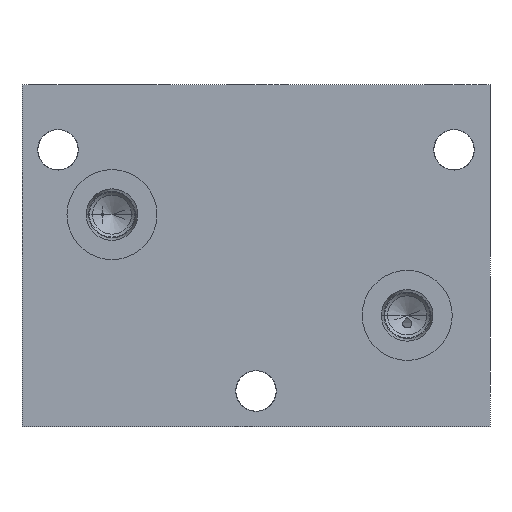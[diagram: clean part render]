
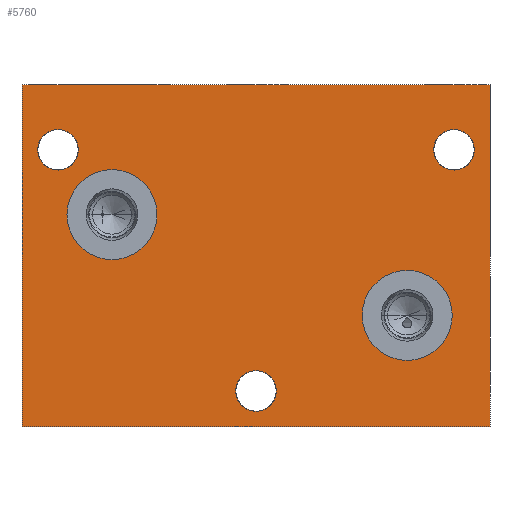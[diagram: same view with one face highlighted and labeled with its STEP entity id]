
A CAD part, front view. The second image highlights one B-rep face of the part: STEP entity #5760.
In plain terms, the highlighted planar face has unit normal (0, -1, 0).
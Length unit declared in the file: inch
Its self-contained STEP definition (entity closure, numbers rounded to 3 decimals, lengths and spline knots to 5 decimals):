
#20=DIRECTION('',(0.,0.,-1.));
#21=VECTOR('',#20,2.375);
#22=CARTESIAN_POINT('',(0.,0.,0.));
#23=LINE('',#22,#21);
#28=DIRECTION('',(-1.,0.,0.));
#29=VECTOR('',#28,3.25);
#30=CARTESIAN_POINT('',(0.,0.,-2.375));
#31=LINE('',#30,#29);
#35=DIRECTION('',(0.,0.,1.));
#36=VECTOR('',#35,2.375);
#37=CARTESIAN_POINT('',(-3.25,0.,-2.375));
#38=LINE('',#37,#36);
#42=DIRECTION('',(1.,0.,0.));
#43=VECTOR('',#42,3.25);
#44=CARTESIAN_POINT('',(-3.25,0.,0.));
#45=LINE('',#44,#43);
#49=CARTESIAN_POINT('',(-2.625,0.,-0.9));
#50=DIRECTION('',(0.,-1.,0.));
#51=DIRECTION('',(-1.,0.,0.));
#52=AXIS2_PLACEMENT_3D('',#49,#50,#51);
#57=CARTESIAN_POINT('',(-2.625,0.,-0.9));
#58=DIRECTION('',(0.,-1.,0.));
#59=DIRECTION('',(1.,0.,0.));
#60=AXIS2_PLACEMENT_3D('',#57,#58,#59);
#65=CARTESIAN_POINT('',(-0.575,0.,-1.6));
#66=DIRECTION('',(0.,-1.,0.));
#67=DIRECTION('',(-1.,0.,0.));
#68=AXIS2_PLACEMENT_3D('',#65,#66,#67);
#73=CARTESIAN_POINT('',(-0.575,0.,-1.6));
#74=DIRECTION('',(0.,-1.,0.));
#75=DIRECTION('',(1.,0.,0.));
#76=AXIS2_PLACEMENT_3D('',#73,#74,#75);
#81=CARTESIAN_POINT('',(-0.25,0.,-0.45));
#82=DIRECTION('',(0.,1.,0.));
#83=DIRECTION('',(1.,0.,0.));
#84=AXIS2_PLACEMENT_3D('',#81,#82,#83);
#89=CARTESIAN_POINT('',(-0.25,0.,-0.45));
#90=DIRECTION('',(0.,1.,0.));
#91=DIRECTION('',(-1.,0.,0.));
#92=AXIS2_PLACEMENT_3D('',#89,#90,#91);
#97=CARTESIAN_POINT('',(-1.625,0.,-2.125));
#98=DIRECTION('',(0.,1.,0.));
#99=DIRECTION('',(1.,0.,0.));
#100=AXIS2_PLACEMENT_3D('',#97,#98,#99);
#105=CARTESIAN_POINT('',(-1.625,0.,-2.125));
#106=DIRECTION('',(0.,1.,0.));
#107=DIRECTION('',(-1.,0.,0.));
#108=AXIS2_PLACEMENT_3D('',#105,#106,#107);
#113=CARTESIAN_POINT('',(-3.,0.,-0.45));
#114=DIRECTION('',(0.,1.,0.));
#115=DIRECTION('',(1.,0.,0.));
#116=AXIS2_PLACEMENT_3D('',#113,#114,#115);
#121=CARTESIAN_POINT('',(-3.,0.,-0.45));
#122=DIRECTION('',(0.,1.,0.));
#123=DIRECTION('',(-1.,0.,0.));
#124=AXIS2_PLACEMENT_3D('',#121,#122,#123);
#5068=CARTESIAN_POINT('',(0.,0.,0.));
#5069=CARTESIAN_POINT('',(0.,0.,-2.375));
#5070=VERTEX_POINT('',#5068);
#5071=VERTEX_POINT('',#5069);
#5072=CARTESIAN_POINT('',(-3.25,0.,-2.375));
#5073=VERTEX_POINT('',#5072);
#5074=CARTESIAN_POINT('',(-3.25,0.,0.));
#5075=VERTEX_POINT('',#5074);
#5182=CARTESIAN_POINT('',(-2.9375,0.,-0.9));
#5183=VERTEX_POINT('',#5182);
#5184=CARTESIAN_POINT('',(-2.3125,0.,-0.9));
#5185=VERTEX_POINT('',#5184);
#5274=CARTESIAN_POINT('',(-0.8875,0.,-1.6));
#5275=VERTEX_POINT('',#5274);
#5276=CARTESIAN_POINT('',(-0.2625,0.,-1.6));
#5277=VERTEX_POINT('',#5276);
#5346=CARTESIAN_POINT('',(-0.1095,0.,-0.45));
#5348=VERTEX_POINT('',#5346);
#5352=CARTESIAN_POINT('',(-0.3905,0.,-0.45));
#5354=VERTEX_POINT('',#5352);
#5370=CARTESIAN_POINT('',(-1.4845,0.,-2.125));
#5372=VERTEX_POINT('',#5370);
#5376=CARTESIAN_POINT('',(-1.7655,0.,-2.125));
#5378=VERTEX_POINT('',#5376);
#5394=CARTESIAN_POINT('',(-2.8595,0.,-0.45));
#5396=VERTEX_POINT('',#5394);
#5400=CARTESIAN_POINT('',(-3.1405,0.,-0.45));
#5402=VERTEX_POINT('',#5400);
#5715=CARTESIAN_POINT('',(0.,0.,0.));
#5716=DIRECTION('',(0.,1.,0.));
#5717=DIRECTION('',(1.,0.,0.));
#5718=AXIS2_PLACEMENT_3D('',#5715,#5716,#5717);
#5719=PLANE('',#5718);
#5721=ORIENTED_EDGE('',*,*,#5720,.T.);
#5723=ORIENTED_EDGE('',*,*,#5722,.T.);
#5725=ORIENTED_EDGE('',*,*,#5724,.T.);
#5727=ORIENTED_EDGE('',*,*,#5726,.T.);
#5728=EDGE_LOOP('',(#5721,#5723,#5725,#5727));
#5729=FACE_OUTER_BOUND('',#5728,.F.);
#5731=ORIENTED_EDGE('',*,*,#5730,.T.);
#5733=ORIENTED_EDGE('',*,*,#5732,.T.);
#5734=EDGE_LOOP('',(#5731,#5733));
#5735=FACE_BOUND('',#5734,.F.);
#5737=ORIENTED_EDGE('',*,*,#5736,.T.);
#5739=ORIENTED_EDGE('',*,*,#5738,.T.);
#5740=EDGE_LOOP('',(#5737,#5739));
#5741=FACE_BOUND('',#5740,.F.);
#5743=ORIENTED_EDGE('',*,*,#5742,.F.);
#5745=ORIENTED_EDGE('',*,*,#5744,.F.);
#5746=EDGE_LOOP('',(#5743,#5745));
#5747=FACE_BOUND('',#5746,.F.);
#5749=ORIENTED_EDGE('',*,*,#5748,.F.);
#5751=ORIENTED_EDGE('',*,*,#5750,.F.);
#5752=EDGE_LOOP('',(#5749,#5751));
#5753=FACE_BOUND('',#5752,.F.);
#5755=ORIENTED_EDGE('',*,*,#5754,.F.);
#5757=ORIENTED_EDGE('',*,*,#5756,.F.);
#5758=EDGE_LOOP('',(#5755,#5757));
#5759=FACE_BOUND('',#5758,.F.);
#53=CIRCLE('',#52,0.3125);
#61=CIRCLE('',#60,0.3125);
#69=CIRCLE('',#68,0.3125);
#77=CIRCLE('',#76,0.3125);
#85=CIRCLE('',#84,0.1405);
#93=CIRCLE('',#92,0.1405);
#101=CIRCLE('',#100,0.1405);
#109=CIRCLE('',#108,0.1405);
#117=CIRCLE('',#116,0.1405);
#125=CIRCLE('',#124,0.1405);
#5720=EDGE_CURVE('',#5070,#5071,#23,.T.);
#5722=EDGE_CURVE('',#5071,#5073,#31,.T.);
#5724=EDGE_CURVE('',#5073,#5075,#38,.T.);
#5726=EDGE_CURVE('',#5075,#5070,#45,.T.);
#5730=EDGE_CURVE('',#5183,#5185,#53,.T.);
#5732=EDGE_CURVE('',#5185,#5183,#61,.T.);
#5736=EDGE_CURVE('',#5275,#5277,#69,.T.);
#5738=EDGE_CURVE('',#5277,#5275,#77,.T.);
#5742=EDGE_CURVE('',#5348,#5354,#85,.T.);
#5744=EDGE_CURVE('',#5354,#5348,#93,.T.);
#5748=EDGE_CURVE('',#5372,#5378,#101,.T.);
#5750=EDGE_CURVE('',#5378,#5372,#109,.T.);
#5754=EDGE_CURVE('',#5396,#5402,#117,.T.);
#5756=EDGE_CURVE('',#5402,#5396,#125,.T.);
#5760=ADVANCED_FACE('',(#5729,#5735,#5741,#5747,#5753,#5759),#5719,.F.);
